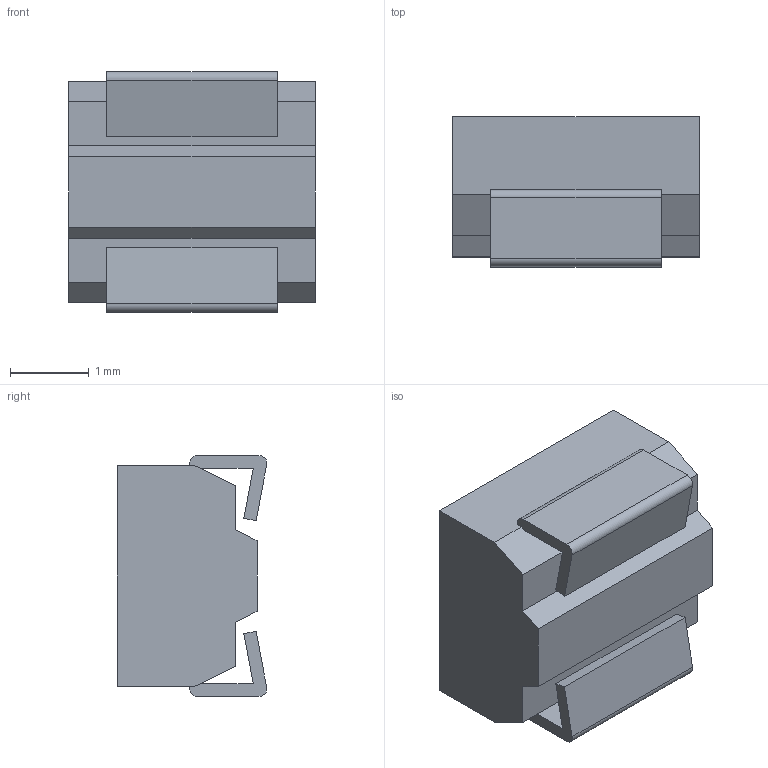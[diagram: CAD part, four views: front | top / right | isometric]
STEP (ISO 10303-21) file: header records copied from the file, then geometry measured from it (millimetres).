
FILE_DESCRIPTION (( 'STEP AP214' ), '1' );
FILE_NAME ('VLMU3100-GS08.STEP', '2024-04-27T03:33:40', ( '' ), ( '' ), 'SwSTEP 2.0', 'SolidWorks 2016', '' );
FILE_SCHEMA (( 'AUTOMOTIVE_DESIGN' ));
Length unit declared in the file: millimetre
Products named in the file (1): VLMU3100-GS08
Bounding box: 3.14 x 1.9 x 3.07 mm (x, y, z)
Volume: 14.8 mm3; surface area: 67.6 mm2
Topology: 2 solids, 2 shells, 39 faces, 102 edges, 68 vertices
Faces by surface type: plane 31, cone 4, cylinder 4
Entity records: 1246 total; most frequent: CARTESIAN_POINT 210, ORIENTED_EDGE 204, DIRECTION 198, EDGE_CURVE 102, VECTOR 86, LINE 86, VERTEX_POINT 68, AXIS2_PLACEMENT_3D 56
